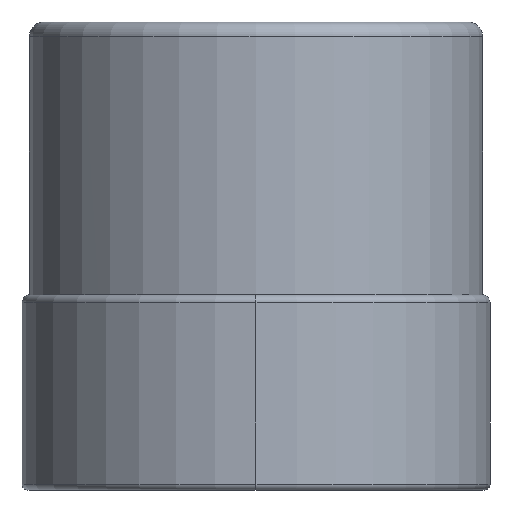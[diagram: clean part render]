
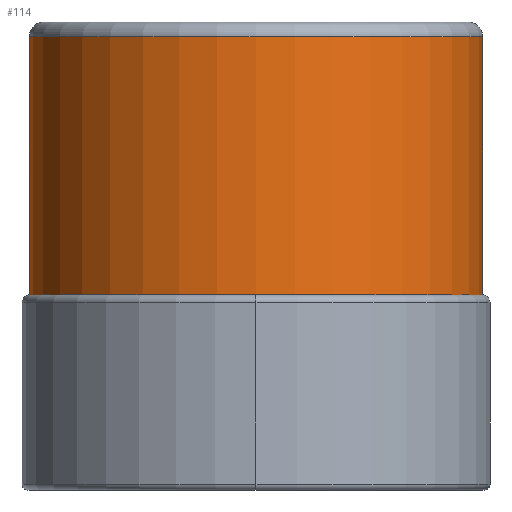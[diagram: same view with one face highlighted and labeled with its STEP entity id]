
A CAD part, left-side view. The second image highlights one B-rep face of the part: STEP entity #114.
In plain terms, the highlighted cylindrical face has radius 30.75 mm (diameter 61.5 mm), a partial arc.
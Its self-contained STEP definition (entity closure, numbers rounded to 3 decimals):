
#46=CYLINDRICAL_SURFACE('',#1189,30.75);
#114=ADVANCED_FACE('',(#188),#46,.T.);
#188=FACE_OUTER_BOUND('',#246,.T.);
#246=EDGE_LOOP('',(#368,#369,#370,#371,#372));
#368=ORIENTED_EDGE('',*,*,#720,.F.);
#369=ORIENTED_EDGE('',*,*,#721,.T.);
#370=ORIENTED_EDGE('',*,*,#719,.F.);
#371=ORIENTED_EDGE('',*,*,#718,.F.);
#372=ORIENTED_EDGE('',*,*,#722,.F.);
#608=VERTEX_POINT('',#1813);
#610=VERTEX_POINT('',#1817);
#611=VERTEX_POINT('',#1821);
#612=VERTEX_POINT('',#1825);
#613=VERTEX_POINT('',#1826);
#718=EDGE_CURVE('',#610,#611,#861,.T.);
#719=EDGE_CURVE('',#611,#608,#862,.T.);
#720=EDGE_CURVE('',#612,#613,#863,.T.);
#721=EDGE_CURVE('',#612,#608,#994,.T.);
#722=EDGE_CURVE('',#613,#610,#995,.T.);
#861=CIRCLE('',#1185,30.75);
#862=CIRCLE('',#1186,30.75);
#863=CIRCLE('',#1188,30.75);
#994=LINE('',#1827,#1033);
#995=LINE('',#1828,#1034);
#1033=VECTOR('',#1453,1.);
#1034=VECTOR('',#1454,1.);
#1185=AXIS2_PLACEMENT_3D('',#1820,#1445,#1446);
#1186=AXIS2_PLACEMENT_3D('',#1822,#1447,#1448);
#1188=AXIS2_PLACEMENT_3D('',#1824,#1451,#1452);
#1189=AXIS2_PLACEMENT_3D('',#1829,#1455,#1456);
#1445=DIRECTION('',(0.,0.,1.));
#1446=DIRECTION('',(0.,1.,0.));
#1447=DIRECTION('',(0.,0.,1.));
#1448=DIRECTION('',(-0.001,1.,0.));
#1451=DIRECTION('',(0.,0.,-1.));
#1452=DIRECTION('',(0.,-1.,0.));
#1453=DIRECTION('',(0.,0.,1.));
#1454=DIRECTION('',(0.,0.,1.));
#1455=DIRECTION('',(0.,0.,-1.));
#1456=DIRECTION('',(0.,-1.,0.));
#1813=CARTESIAN_POINT('',(0.,-30.75,-2.));
#1817=CARTESIAN_POINT('',(0.,30.75,-2.));
#1820=CARTESIAN_POINT('',(0.,0.,-2.));
#1821=CARTESIAN_POINT('',(-0.016,30.75,-2.));
#1822=CARTESIAN_POINT('',(0.,0.,-2.));
#1824=CARTESIAN_POINT('',(0.,0.,-61.7));
#1825=CARTESIAN_POINT('',(0.,-30.75,-61.7));
#1826=CARTESIAN_POINT('',(0.,30.75,-61.7));
#1827=CARTESIAN_POINT('',(0.,-30.75,-2.));
#1828=CARTESIAN_POINT('',(0.,30.75,-2.));
#1829=CARTESIAN_POINT('',(0.,0.,3.135));
